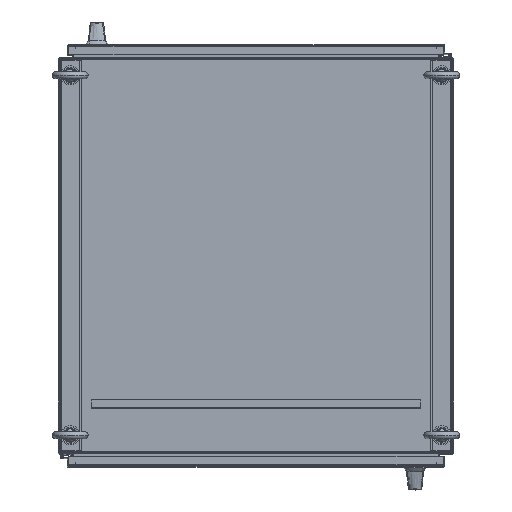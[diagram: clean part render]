
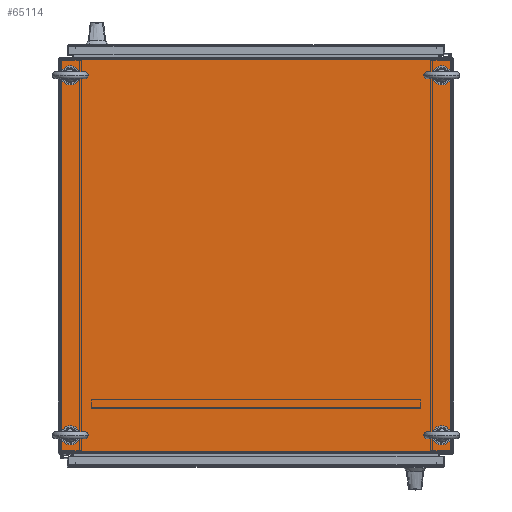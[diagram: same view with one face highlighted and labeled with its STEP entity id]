
A CAD part, top view. The second image highlights one B-rep face of the part: STEP entity #65114.
In plain terms, the highlighted planar face has unit normal (0, 0, 1).
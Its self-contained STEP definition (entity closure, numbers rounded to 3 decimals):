
#1232 = DIRECTION ( 'NONE',  ( 1., 0., 0. ) ) ;
#2328 = AXIS2_PLACEMENT_3D ( 'NONE', #22178, #4879, #80310 ) ;
#3624 = CARTESIAN_POINT ( 'NONE',  ( -16.935, 16.406, 71.965 ) ) ;
#3808 = CARTESIAN_POINT ( 'NONE',  ( -17.935, -17.887, 71.965 ) ) ;
#3862 = CIRCLE ( 'NONE', #102484, 0.375 ) ;
#4722 = CIRCLE ( 'NONE', #91645, 0.375 ) ;
#4811 = CARTESIAN_POINT ( 'NONE',  ( 17.935, -17.887, 71.965 ) ) ;
#4879 = DIRECTION ( 'NONE',  ( 0., 0., -1. ) ) ;
#6528 = CARTESIAN_POINT ( 'NONE',  ( 16.935, -16.406, 71.965 ) ) ;
#7039 = ORIENTED_EDGE ( 'NONE', *, *, #54578, .T. ) ;
#7136 = EDGE_CURVE ( 'NONE', #118034, #121882, #115247, .T. ) ;
#8115 = EDGE_CURVE ( 'NONE', #89342, #48620, #20522, .T. ) ;
#8615 = AXIS2_PLACEMENT_3D ( 'NONE', #82409, #118294, #118909 ) ;
#9360 = CIRCLE ( 'NONE', #15276, 0.375 ) ;
#9624 = ORIENTED_EDGE ( 'NONE', *, *, #8115, .T. ) ;
#10038 = DIRECTION ( 'NONE',  ( 0., 0., 1. ) ) ;
#10069 = EDGE_CURVE ( 'NONE', #71373, #81993, #4722, .T. ) ;
#10574 = CARTESIAN_POINT ( 'NONE',  ( 17.935, -18.03, 71.965 ) ) ;
#11778 = AXIS2_PLACEMENT_3D ( 'NONE', #53876, #24786, #51441 ) ;
#12450 = EDGE_CURVE ( 'NONE', #49471, #71056, #62472, .T. ) ;
#14062 = ORIENTED_EDGE ( 'NONE', *, *, #84623, .T. ) ;
#15276 = AXIS2_PLACEMENT_3D ( 'NONE', #23268, #61003, #52973 ) ;
#18666 = DIRECTION ( 'NONE',  ( 1., 0., 0. ) ) ;
#20490 = PLANE ( 'NONE',  #103031 ) ;
#20522 = CIRCLE ( 'NONE', #115351, 0.375 ) ;
#21430 = CARTESIAN_POINT ( 'NONE',  ( 17.31, 16.406, 71.965 ) ) ;
#22178 = CARTESIAN_POINT ( 'NONE',  ( 16.935, 16.406, 71.965 ) ) ;
#23268 = CARTESIAN_POINT ( 'NONE',  ( -16.935, -16.406, 71.965 ) ) ;
#24112 = CARTESIAN_POINT ( 'NONE',  ( -16.56, 16.406, 71.965 ) ) ;
#24786 = DIRECTION ( 'NONE',  ( 0., 0., -1. ) ) ;
#25640 = DIRECTION ( 'NONE',  ( 0., 0., -1. ) ) ;
#26860 = DIRECTION ( 'NONE',  ( 1., 0., 0. ) ) ;
#27288 = FACE_BOUND ( 'NONE', #68357, .T. ) ;
#27571 = EDGE_LOOP ( 'NONE', ( #7039, #76577 ) ) ;
#30147 = LINE ( 'NONE', #112385, #118568 ) ;
#30823 = CARTESIAN_POINT ( 'NONE',  ( 16.56, -16.406, 71.965 ) ) ;
#31712 = EDGE_LOOP ( 'NONE', ( #9624, #92495 ) ) ;
#37354 = ORIENTED_EDGE ( 'NONE', *, *, #58599, .T. ) ;
#39383 = VECTOR ( 'NONE', #81727, 39.37 ) ;
#41939 = DIRECTION ( 'NONE',  ( 0., 0., -1. ) ) ;
#43494 = AXIS2_PLACEMENT_3D ( 'NONE', #48808, #114310, #1232 ) ;
#45143 = DIRECTION ( 'NONE',  ( 1., 0., 0. ) ) ;
#48620 = VERTEX_POINT ( 'NONE', #30823 ) ;
#48712 = VERTEX_POINT ( 'NONE', #79075 ) ;
#48808 = CARTESIAN_POINT ( 'NONE',  ( -16.935, 16.406, 71.965 ) ) ;
#49471 = VERTEX_POINT ( 'NONE', #3808 ) ;
#51441 = DIRECTION ( 'NONE',  ( 1., 0., 0. ) ) ;
#52973 = DIRECTION ( 'NONE',  ( 1., 0., 0. ) ) ;
#53876 = CARTESIAN_POINT ( 'NONE',  ( 16.935, -16.406, 71.965 ) ) ;
#54578 = EDGE_CURVE ( 'NONE', #81993, #71373, #59195, .T. ) ;
#57998 = DIRECTION ( 'NONE',  ( -1., 0., 0. ) ) ;
#58599 = EDGE_CURVE ( 'NONE', #71056, #73911, #116237, .T. ) ;
#59195 = CIRCLE ( 'NONE', #43494, 0.375 ) ;
#60427 = EDGE_CURVE ( 'NONE', #65352, #48712, #3862, .T. ) ;
#61003 = DIRECTION ( 'NONE',  ( 0., 0., -1. ) ) ;
#62161 = CARTESIAN_POINT ( 'NONE',  ( 17.31, -16.406, 71.965 ) ) ;
#62472 = LINE ( 'NONE', #109462, #90064 ) ;
#63643 = EDGE_CURVE ( 'NONE', #73911, #76044, #30147, .T. ) ;
#65035 = CIRCLE ( 'NONE', #11778, 0.375 ) ;
#65114 = ADVANCED_FACE ( 'NONE', ( #95954, #27288, #67486, #103396, #84835 ), #20490, .T. ) ;
#65352 = VERTEX_POINT ( 'NONE', #86999 ) ;
#67486 = FACE_BOUND ( 'NONE', #27571, .T. ) ;
#68357 = EDGE_LOOP ( 'NONE', ( #120681, #77192 ) ) ;
#69919 = DIRECTION ( 'NONE',  ( 0., 0., -1. ) ) ;
#70557 = VECTOR ( 'NONE', #87828, 39.37 ) ;
#71056 = VERTEX_POINT ( 'NONE', #4811 ) ;
#71373 = VERTEX_POINT ( 'NONE', #106527 ) ;
#71380 = CIRCLE ( 'NONE', #2328, 0.375 ) ;
#71782 = LINE ( 'NONE', #90379, #39383 ) ;
#73911 = VERTEX_POINT ( 'NONE', #102764 ) ;
#75032 = EDGE_LOOP ( 'NONE', ( #14062, #84558 ) ) ;
#75548 = CARTESIAN_POINT ( 'NONE',  ( -17.935, -18.03, 71.965 ) ) ;
#76044 = VERTEX_POINT ( 'NONE', #117744 ) ;
#76577 = ORIENTED_EDGE ( 'NONE', *, *, #10069, .T. ) ;
#77192 = ORIENTED_EDGE ( 'NONE', *, *, #60427, .T. ) ;
#79075 = CARTESIAN_POINT ( 'NONE',  ( -16.56, -16.406, 71.965 ) ) ;
#80310 = DIRECTION ( 'NONE',  ( 1., 0., 0. ) ) ;
#80872 = DIRECTION ( 'NONE',  ( 1., 0., 0. ) ) ;
#81727 = DIRECTION ( 'NONE',  ( 0., -1., 0. ) ) ;
#81993 = VERTEX_POINT ( 'NONE', #24112 ) ;
#82409 = CARTESIAN_POINT ( 'NONE',  ( 16.935, 16.406, 71.965 ) ) ;
#84558 = ORIENTED_EDGE ( 'NONE', *, *, #7136, .T. ) ;
#84623 = EDGE_CURVE ( 'NONE', #121882, #118034, #71380, .T. ) ;
#84835 = FACE_BOUND ( 'NONE', #75032, .T. ) ;
#86999 = CARTESIAN_POINT ( 'NONE',  ( -17.31, -16.406, 71.965 ) ) ;
#87828 = DIRECTION ( 'NONE',  ( 0., 1., 0. ) ) ;
#89342 = VERTEX_POINT ( 'NONE', #62161 ) ;
#90064 = VECTOR ( 'NONE', #45143, 39.37 ) ;
#90379 = CARTESIAN_POINT ( 'NONE',  ( -17.935, -18.03, 71.965 ) ) ;
#91645 = AXIS2_PLACEMENT_3D ( 'NONE', #3624, #41939, #80872 ) ;
#92495 = ORIENTED_EDGE ( 'NONE', *, *, #102890, .T. ) ;
#95954 = FACE_OUTER_BOUND ( 'NONE', #108016, .T. ) ;
#97777 = CARTESIAN_POINT ( 'NONE',  ( -16.935, -16.406, 71.965 ) ) ;
#99067 = ORIENTED_EDGE ( 'NONE', *, *, #63643, .T. ) ;
#101343 = CARTESIAN_POINT ( 'NONE',  ( 16.56, 16.406, 71.965 ) ) ;
#102484 = AXIS2_PLACEMENT_3D ( 'NONE', #97777, #69919, #107026 ) ;
#102764 = CARTESIAN_POINT ( 'NONE',  ( 17.935, 17.887, 71.965 ) ) ;
#102862 = EDGE_CURVE ( 'NONE', #76044, #49471, #71782, .T. ) ;
#102890 = EDGE_CURVE ( 'NONE', #48620, #89342, #65035, .T. ) ;
#103031 = AXIS2_PLACEMENT_3D ( 'NONE', #75548, #10038, #18666 ) ;
#103396 = FACE_BOUND ( 'NONE', #31712, .T. ) ;
#106527 = CARTESIAN_POINT ( 'NONE',  ( -17.31, 16.406, 71.965 ) ) ;
#107026 = DIRECTION ( 'NONE',  ( 1., 0., 0. ) ) ;
#108016 = EDGE_LOOP ( 'NONE', ( #109213, #119962, #37354, #99067 ) ) ;
#109213 = ORIENTED_EDGE ( 'NONE', *, *, #102862, .T. ) ;
#109389 = EDGE_CURVE ( 'NONE', #48712, #65352, #9360, .T. ) ;
#109462 = CARTESIAN_POINT ( 'NONE',  ( -17.935, -17.887, 71.965 ) ) ;
#112385 = CARTESIAN_POINT ( 'NONE',  ( -17.935, 17.887, 71.965 ) ) ;
#114310 = DIRECTION ( 'NONE',  ( 0., 0., -1. ) ) ;
#115247 = CIRCLE ( 'NONE', #8615, 0.375 ) ;
#115351 = AXIS2_PLACEMENT_3D ( 'NONE', #6528, #25640, #26860 ) ;
#116237 = LINE ( 'NONE', #10574, #70557 ) ;
#117744 = CARTESIAN_POINT ( 'NONE',  ( -17.935, 17.887, 71.965 ) ) ;
#118034 = VERTEX_POINT ( 'NONE', #101343 ) ;
#118294 = DIRECTION ( 'NONE',  ( 0., 0., -1. ) ) ;
#118568 = VECTOR ( 'NONE', #57998, 39.37 ) ;
#118909 = DIRECTION ( 'NONE',  ( 1., 0., 0. ) ) ;
#119962 = ORIENTED_EDGE ( 'NONE', *, *, #12450, .T. ) ;
#120681 = ORIENTED_EDGE ( 'NONE', *, *, #109389, .T. ) ;
#121882 = VERTEX_POINT ( 'NONE', #21430 ) ;
